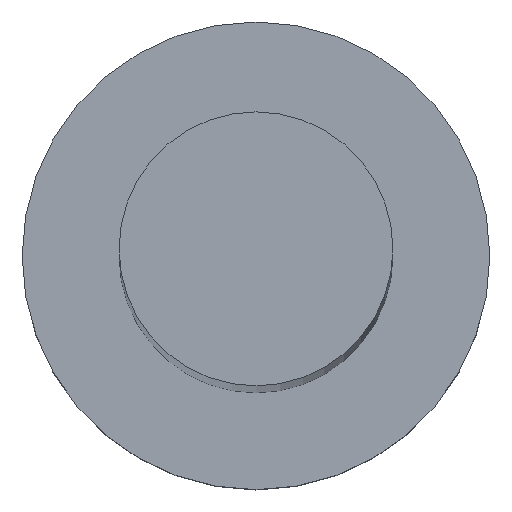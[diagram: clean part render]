
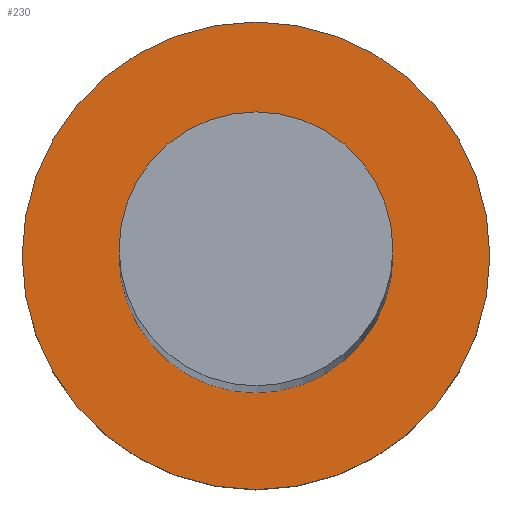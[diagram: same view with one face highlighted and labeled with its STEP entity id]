
A CAD part, top view. The second image highlights one B-rep face of the part: STEP entity #230.
In plain terms, the highlighted planar face has unit normal (0, 0, 1).
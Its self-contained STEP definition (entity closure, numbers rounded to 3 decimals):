
#1 = DIRECTION ( 'NONE',  ( 0., 0., 1. ) ) ;
#5 = CARTESIAN_POINT ( 'NONE',  ( 0., 0., 5. ) ) ;
#17 = VERTEX_POINT ( 'NONE', #138 ) ;
#20 = CARTESIAN_POINT ( 'NONE',  ( -4.1, 0., 5. ) ) ;
#27 = DIRECTION ( 'NONE',  ( 1., 0., 0. ) ) ;
#37 = AXIS2_PLACEMENT_3D ( 'NONE', #51, #228, #27 ) ;
#47 = AXIS2_PLACEMENT_3D ( 'NONE', #204, #1, #141 ) ;
#51 = CARTESIAN_POINT ( 'NONE',  ( 0., 0., 5. ) ) ;
#61 = CARTESIAN_POINT ( 'NONE',  ( 4.1, 0., 5. ) ) ;
#74 = DIRECTION ( 'NONE',  ( 0., 0., 1. ) ) ;
#77 = VERTEX_POINT ( 'NONE', #82 ) ;
#78 = EDGE_CURVE ( 'NONE', #145, #110, #177, .T. ) ;
#82 = CARTESIAN_POINT ( 'NONE',  ( 7., 0., 5. ) ) ;
#86 = CIRCLE ( 'NONE', #112, 7. ) ;
#102 = EDGE_CURVE ( 'NONE', #110, #145, #202, .T. ) ;
#110 = VERTEX_POINT ( 'NONE', #20 ) ;
#112 = AXIS2_PLACEMENT_3D ( 'NONE', #5, #239, #221 ) ;
#115 = ORIENTED_EDGE ( 'NONE', *, *, #224, .T. ) ;
#125 = EDGE_CURVE ( 'NONE', #77, #17, #86, .T. ) ;
#128 = FACE_OUTER_BOUND ( 'NONE', #236, .T. ) ;
#138 = CARTESIAN_POINT ( 'NONE',  ( -7., 0., 5. ) ) ;
#141 = DIRECTION ( 'NONE',  ( 1., 0., 0. ) ) ;
#145 = VERTEX_POINT ( 'NONE', #61 ) ;
#148 = FACE_BOUND ( 'NONE', #251, .T. ) ;
#151 = ORIENTED_EDGE ( 'NONE', *, *, #102, .F. ) ;
#166 = DIRECTION ( 'NONE',  ( 0., 0., 1. ) ) ;
#174 = ORIENTED_EDGE ( 'NONE', *, *, #125, .T. ) ;
#175 = AXIS2_PLACEMENT_3D ( 'NONE', #223, #166, #187 ) ;
#177 = CIRCLE ( 'NONE', #175, 4.1 ) ;
#187 = DIRECTION ( 'NONE',  ( 1., 0., 0. ) ) ;
#192 = DIRECTION ( 'NONE',  ( 1., 0., 0. ) ) ;
#193 = CIRCLE ( 'NONE', #37, 7. ) ;
#196 = PLANE ( 'NONE',  #213 ) ;
#202 = CIRCLE ( 'NONE', #47, 4.1 ) ;
#204 = CARTESIAN_POINT ( 'NONE',  ( 0., 0., 5. ) ) ;
#213 = AXIS2_PLACEMENT_3D ( 'NONE', #229, #74, #192 ) ;
#221 = DIRECTION ( 'NONE',  ( 1., 0., 0. ) ) ;
#223 = CARTESIAN_POINT ( 'NONE',  ( 0., 0., 5. ) ) ;
#224 = EDGE_CURVE ( 'NONE', #17, #77, #193, .T. ) ;
#228 = DIRECTION ( 'NONE',  ( 0., 0., 1. ) ) ;
#229 = CARTESIAN_POINT ( 'NONE',  ( 0., 0., 5. ) ) ;
#230 = ADVANCED_FACE ( 'NONE', ( #148, #128 ), #196, .T. ) ;
#236 = EDGE_LOOP ( 'NONE', ( #115, #174 ) ) ;
#239 = DIRECTION ( 'NONE',  ( 0., 0., 1. ) ) ;
#245 = ORIENTED_EDGE ( 'NONE', *, *, #78, .F. ) ;
#251 = EDGE_LOOP ( 'NONE', ( #151, #245 ) ) ;
